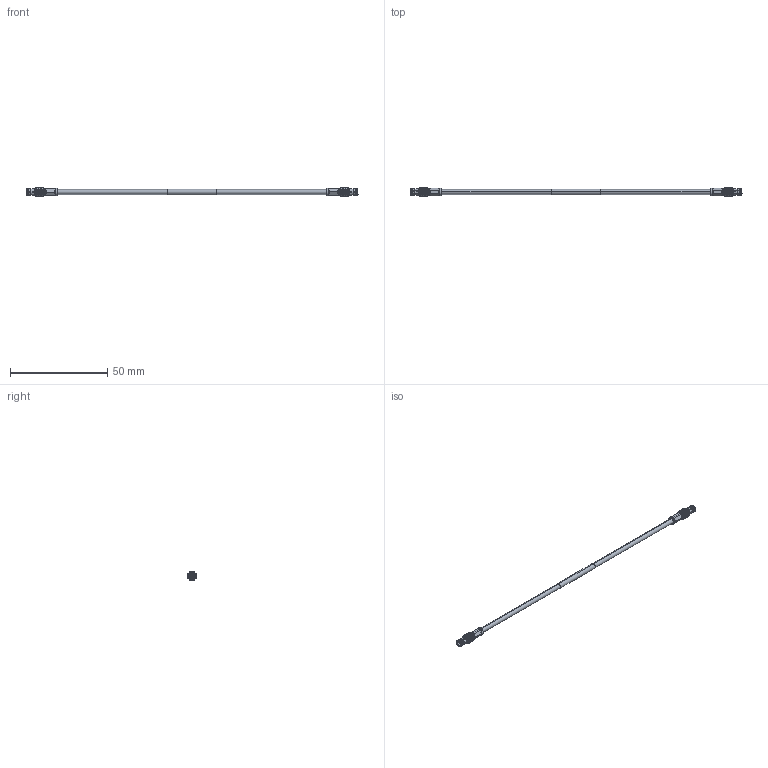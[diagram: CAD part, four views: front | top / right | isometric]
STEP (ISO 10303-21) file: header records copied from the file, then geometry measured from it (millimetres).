
FILE_DESCRIPTION (( 'STEP AP214' ), '1' );
FILE_NAME ('FMCA9840_3D.step', '2023-08-01T16:44:04', ( '' ), ( '' ), 'SwSTEP 2.0', 'SolidWorks 2022', '' );
FILE_SCHEMA (( 'AUTOMOTIVE_DESIGN' ));
Length unit declared in the file: inch
Products named in the file (3): FMCA9840_3D; Copy of PE45865^FMCA9840; Copy of RG316-BULK^FMCA9840
Assembly tree (3 placements, depth 2):
  FMCA9840_3D
    Copy of RG316-BULK^FMCA9840
    Copy of PE45865^FMCA9840  x2
Bounding box: 170.75 x 4.8 x 4.8 mm (x, y, z)
Volume: 1091.5 mm3; surface area: 2259.6 mm2
Topology: 5 solids, 5 shells, 468 faces, 1134 edges, 694 vertices
Faces by surface type: bspline 316, plane 114, cylinder 34, cone 4
Entity records: 9025 total; most frequent: CARTESIAN_POINT 4152, ORIENTED_EDGE 1148, DIRECTION 766, EDGE_CURVE 574, VERTEX_POINT 353, AXIS2_PLACEMENT_3D 278, EDGE_LOOP 253, FACE_OUTER_BOUND 239
